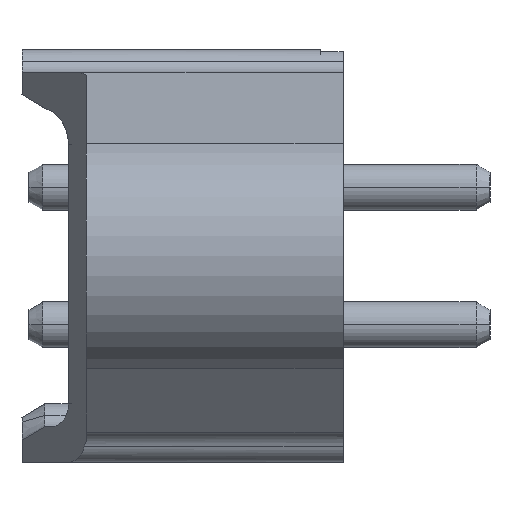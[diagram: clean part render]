
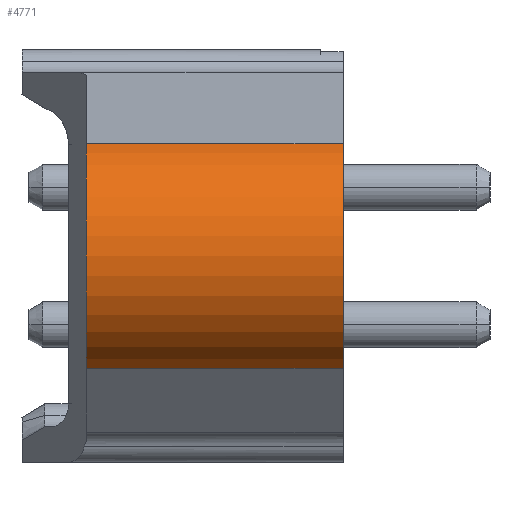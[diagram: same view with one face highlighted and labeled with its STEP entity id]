
A CAD part, left-side view. The second image highlights one B-rep face of the part: STEP entity #4771.
In plain terms, the highlighted cylindrical face has radius 2.65 mm (diameter 5.3 mm), a partial arc.
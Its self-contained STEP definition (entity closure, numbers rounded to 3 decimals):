
#97=CARTESIAN_POINT('',(11.,0.,0.));
#98=DIRECTION('',(0.,1.,0.));
#99=DIRECTION('',(0.381,0.,0.925));
#100=AXIS2_PLACEMENT_3D('',#97,#98,#99);
#495=CARTESIAN_POINT('',(11.,5.6,0.));
#496=DIRECTION('',(0.,1.,0.));
#497=DIRECTION('',(0.381,0.,0.925));
#498=AXIS2_PLACEMENT_3D('',#495,#496,#497);
#503=DIRECTION('',(0.,1.,0.));
#504=VECTOR('',#503,5.6);
#505=CARTESIAN_POINT('',(12.01,0.,2.45));
#506=LINE('',#505,#504);
#510=DIRECTION('',(0.,1.,0.));
#511=VECTOR('',#510,5.6);
#512=CARTESIAN_POINT('',(12.01,0.,-2.45));
#513=LINE('',#512,#511);
#3800=CARTESIAN_POINT('',(12.01,0.,2.45));
#3801=CARTESIAN_POINT('',(12.01,0.,-2.45));
#3802=VERTEX_POINT('',#3800);
#3803=VERTEX_POINT('',#3801);
#3964=CARTESIAN_POINT('',(12.01,5.6,2.45));
#3965=CARTESIAN_POINT('',(12.01,5.6,-2.45));
#3966=VERTEX_POINT('',#3964);
#3967=VERTEX_POINT('',#3965);
#4758=CARTESIAN_POINT('',(11.,0.,0.));
#4759=DIRECTION('',(0.,1.,0.));
#4760=DIRECTION('',(1.,0.,0.));
#4761=AXIS2_PLACEMENT_3D('',#4758,#4759,#4760);
#4762=CYLINDRICAL_SURFACE('',#4761,2.65);
#4763=ORIENTED_EDGE('',*,*,#4740,.T.);
#4765=ORIENTED_EDGE('',*,*,#4764,.F.);
#4766=ORIENTED_EDGE('',*,*,#4397,.F.);
#4768=ORIENTED_EDGE('',*,*,#4767,.T.);
#4769=EDGE_LOOP('',(#4763,#4765,#4766,#4768));
#4770=FACE_OUTER_BOUND('',#4769,.F.);
#4771=ADVANCED_FACE('',(#4770),#4762,.T.);
#101=CIRCLE('',#100,2.65);
#499=CIRCLE('',#498,2.65);
#4397=EDGE_CURVE('',#3802,#3803,#101,.T.);
#4740=EDGE_CURVE('',#3966,#3967,#499,.T.);
#4764=EDGE_CURVE('',#3803,#3967,#513,.T.);
#4767=EDGE_CURVE('',#3802,#3966,#506,.T.);
